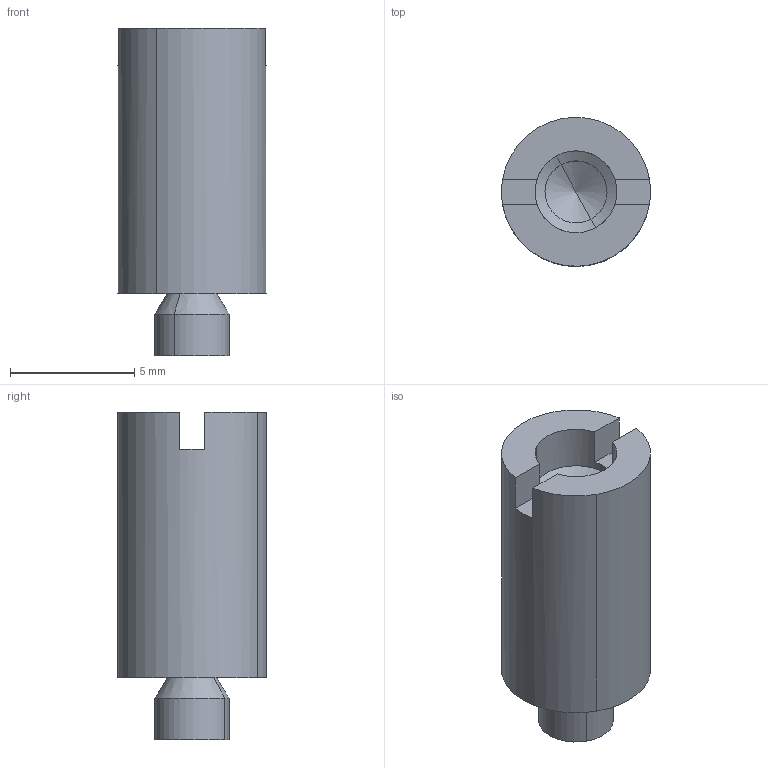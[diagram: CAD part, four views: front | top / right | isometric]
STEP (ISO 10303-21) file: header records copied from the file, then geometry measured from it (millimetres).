
FILE_DESCRIPTION(('CATIA V5R24 STEP','CAx-IF Rec.Pracs.--- Model Styling and Organization---1.2---2011-12-15'),'2;1');
FILE_NAME ('D1450305_0', '2016-08-17T13:10:45+00:00', ('Weidmueller Interface'), ('Weidmueller'), 'CATIA Version 5-6 Release 2014 SP4', 'CATIA V5 STEP AP214', 'none');
FILE_SCHEMA(('AUTOMOTIVE_DESIGN { 1 0 10303 214 1 1 1 1 }'));
Length unit declared in the file: millimetre
Products named in the file (1): v5-standard_part
Bounding box: 6 x 6 x 13.2 mm (x, y, z)
Volume: 276.8 mm3; surface area: 339 mm2
Topology: 1 solids, 1 shells, 24 faces, 58 edges, 35 vertices
Faces by surface type: plane 10, cylinder 8, cone 6
Entity records: 648 total; most frequent: ORIENTED_EDGE 112, CARTESIAN_POINT 108, DIRECTION 88, EDGE_CURVE 56, AXIS2_PLACEMENT_3D 43, VERTEX_POINT 35, VECTOR 30, LINE 30
